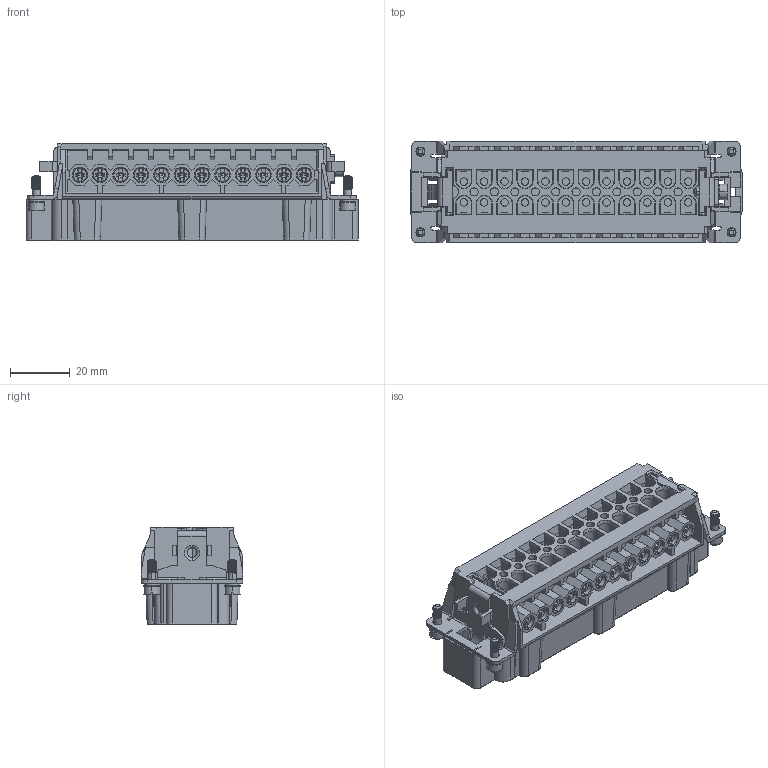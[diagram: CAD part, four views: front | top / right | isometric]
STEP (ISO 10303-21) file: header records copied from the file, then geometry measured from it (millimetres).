
FILE_DESCRIPTION (( 'STEP AP214' ), '1' );
FILE_NAME ('HE-024-M-REF.STEP', '2024-12-26T01:48:13', ( '' ), ( '' ), 'SwSTEP 2.0', 'SolidWorks 2021', '' );
FILE_SCHEMA (( 'AUTOMOTIVE_DESIGN' ));
Length unit declared in the file: millimetre
Products named in the file (1): HE-024-M-REF
Bounding box: 111 x 34 x 32.5 mm (x, y, z)
Volume: 42097.1 mm3; surface area: 45546.8 mm2
Topology: 1 solids, 1 shells, 3079 faces, 8453 edges, 5289 vertices
Faces by surface type: plane 1922, cylinder 751, cone 228, torus 73, bspline 57, sphere 48
Entity records: 102311 total; most frequent: CARTESIAN_POINT 25293, ORIENTED_EDGE 16714, DIRECTION 15490, EDGE_CURVE 8357, LINE 5926, VECTOR 5926, VERTEX_POINT 5241, AXIS2_PLACEMENT_3D 4782
